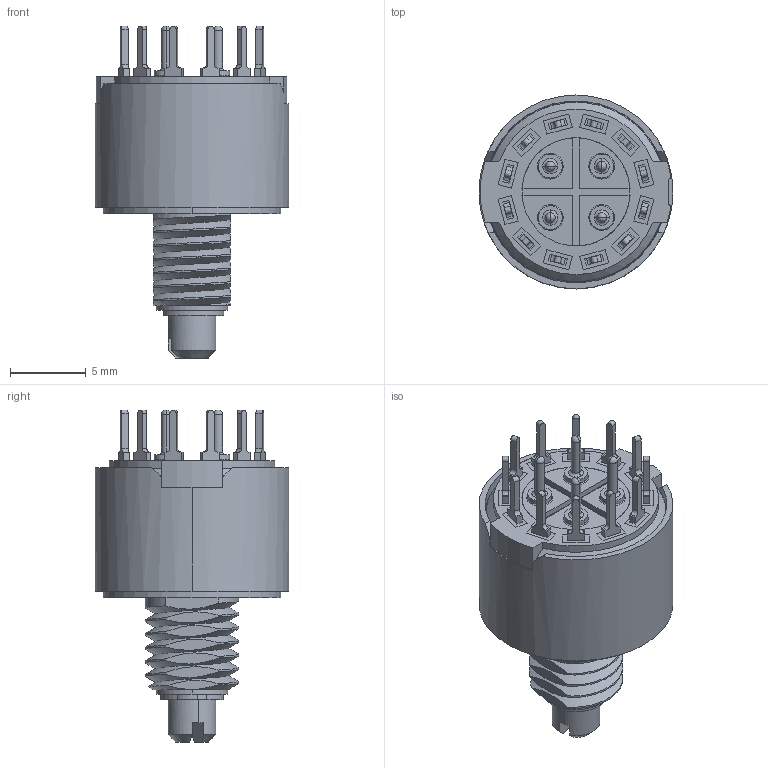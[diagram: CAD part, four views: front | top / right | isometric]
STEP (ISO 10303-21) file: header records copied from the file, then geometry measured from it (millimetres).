
FILE_DESCRIPTION((''),'2;1');
FILE_NAME('56BSP30S-01-4-XXX_SW0002','2019-01-18T',('jjanota'),(''),'PRO/ENGINEER BY PARAMETRIC TECHNOLOGY CORPORATION, 2016100','PRO/ENGINEER BY PARAMETRIC TECHNOLOGY CORPORATION, 2016100','');
FILE_SCHEMA(('CONFIG_CONTROL_DESIGN'));
Length unit declared in the file: inch
Products named in the file (1): 56BSP30S-01-4-XXX_SW0002
Bounding box: 12.83 x 12.83 x 21.97 mm (x, y, z)
Surface area: 1135.1 mm2 (no closed solid volume)
Topology: 0 solids, 23 shells, 292 faces, 961 edges, 700 vertices
Faces by surface type: plane 167, cylinder 88, torus 18, sphere 8, bspline 6, cone 5
Entity records: 12663 total; most frequent: CARTESIAN_POINT 4219, DIRECTION 1712, ORIENTED_EDGE 1627, EDGE_CURVE 953, VERTEX_POINT 700, VECTOR 600, LINE 600, AXIS2_PLACEMENT_3D 556
